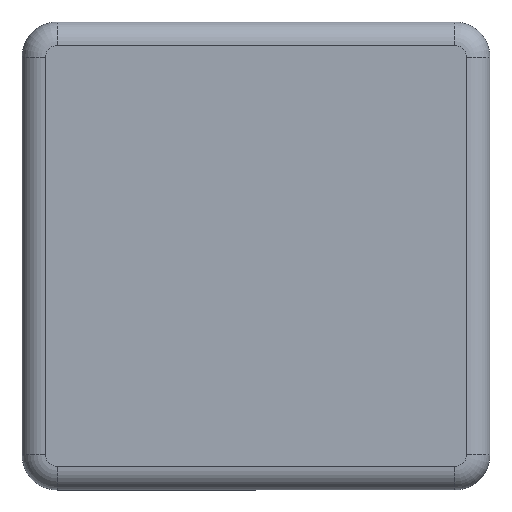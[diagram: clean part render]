
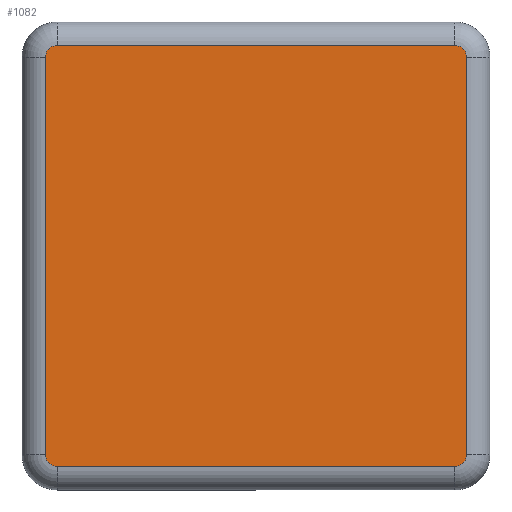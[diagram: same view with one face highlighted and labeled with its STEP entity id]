
A CAD part, top view. The second image highlights one B-rep face of the part: STEP entity #1082.
In plain terms, the highlighted planar face has unit normal (0, 0, 1).
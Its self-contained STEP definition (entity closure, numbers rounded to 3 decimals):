
#50 = CARTESIAN_POINT ( 'NONE',  ( 17., -18., 2.5 ) ) ;
#52 = DIRECTION ( 'NONE',  ( 0., 1., 0. ) ) ;
#54 = CARTESIAN_POINT ( 'NONE',  ( 18., 17., 2.5 ) ) ;
#55 = DIRECTION ( 'NONE',  ( 1., 0., 0. ) ) ;
#57 = CARTESIAN_POINT ( 'NONE',  ( 17., -17., 2.5 ) ) ;
#58 = DIRECTION ( 'NONE',  ( 0., 0., 1. ) ) ;
#59 = DIRECTION ( 'NONE',  ( 1., 0., 0. ) ) ;
#60 = CARTESIAN_POINT ( 'NONE',  ( 17., 17., 2.5 ) ) ;
#61 = DIRECTION ( 'NONE',  ( 0., 0., 1. ) ) ;
#62 = DIRECTION ( 'NONE',  ( 1., 0., 0. ) ) ;
#322 = DIRECTION ( 'NONE',  ( 0., -1., 0. ) ) ;
#325 = CARTESIAN_POINT ( 'NONE',  ( -17., 18., 2.5 ) ) ;
#326 = CARTESIAN_POINT ( 'NONE',  ( -18., -17., 2.5 ) ) ;
#327 = DIRECTION ( 'NONE',  ( -1., 0., 0. ) ) ;
#330 = CARTESIAN_POINT ( 'NONE',  ( -17., 17., 2.5 ) ) ;
#331 = DIRECTION ( 'NONE',  ( 0., 0., 1. ) ) ;
#332 = DIRECTION ( 'NONE',  ( 1., 0., 0. ) ) ;
#335 = CARTESIAN_POINT ( 'NONE',  ( -17., -17., 2.5 ) ) ;
#336 = DIRECTION ( 'NONE',  ( 0., 0., 1. ) ) ;
#337 = DIRECTION ( 'NONE',  ( 1., 0., 0. ) ) ;
#365 = CARTESIAN_POINT ( 'NONE',  ( 0., 0., 2.5 ) ) ;
#369 = PLANE ( 'NONE',  #1172 ) ;
#371 = DIRECTION ( 'NONE',  ( 0., 0., 1. ) ) ;
#372 = DIRECTION ( 'NONE',  ( 1., 0., 0. ) ) ;
#566 = CARTESIAN_POINT ( 'NONE',  ( 17., 18., 2.5 ) ) ;
#568 = CARTESIAN_POINT ( 'NONE',  ( -17., 18., 2.5 ) ) ;
#576 = CARTESIAN_POINT ( 'NONE',  ( -18., 17., 2.5 ) ) ;
#577 = CARTESIAN_POINT ( 'NONE',  ( -18., -17., 2.5 ) ) ;
#578 = CARTESIAN_POINT ( 'NONE',  ( -17., -18., 2.5 ) ) ;
#579 = CARTESIAN_POINT ( 'NONE',  ( 17., -18., 2.5 ) ) ;
#580 = CARTESIAN_POINT ( 'NONE',  ( 18., -17., 2.5 ) ) ;
#581 = CARTESIAN_POINT ( 'NONE',  ( 18., 17., 2.5 ) ) ;
#1068 = EDGE_CURVE ( 'NONE', #2010, #2012, #2676, .T. ) ;
#1069 = EDGE_CURVE ( 'NONE', #2012, #2020, #2674, .T. ) ;
#1070 = EDGE_CURVE ( 'NONE', #2020, #2021, #2680, .T. ) ;
#1071 = EDGE_CURVE ( 'NONE', #2021, #2022, #2681, .T. ) ;
#1082 = ADVANCED_FACE ( 'NONE', ( #2699 ), #369, .T. ) ;
#1160 = AXIS2_PLACEMENT_3D ( 'NONE', #330, #331, #332 ) ;
#1161 = AXIS2_PLACEMENT_3D ( 'NONE', #335, #336, #337 ) ;
#1172 = AXIS2_PLACEMENT_3D ( 'NONE', #365, #371, #372 ) ;
#1304 = LINE ( 'NONE', #50, #1309 ) ;
#1308 = CIRCLE ( 'NONE', #1766, 1. ) ;
#1309 = VECTOR ( 'NONE', #55, 1000. ) ;
#1310 = LINE ( 'NONE', #54, #1312 ) ;
#1311 = CIRCLE ( 'NONE', #1767, 1. ) ;
#1312 = VECTOR ( 'NONE', #52, 1000. ) ;
#1584 = EDGE_CURVE ( 'NONE', #2022, #2023, #1304, .T. ) ;
#1585 = EDGE_CURVE ( 'NONE', #2023, #2024, #1308, .T. ) ;
#1586 = EDGE_CURVE ( 'NONE', #2024, #2025, #1310, .T. ) ;
#1587 = EDGE_CURVE ( 'NONE', #2025, #2010, #1311, .T. ) ;
#1766 = AXIS2_PLACEMENT_3D ( 'NONE', #57, #58, #59 ) ;
#1767 = AXIS2_PLACEMENT_3D ( 'NONE', #60, #61, #62 ) ;
#2010 = VERTEX_POINT ( 'NONE', #566 ) ;
#2012 = VERTEX_POINT ( 'NONE', #568 ) ;
#2020 = VERTEX_POINT ( 'NONE', #576 ) ;
#2021 = VERTEX_POINT ( 'NONE', #577 ) ;
#2022 = VERTEX_POINT ( 'NONE', #578 ) ;
#2023 = VERTEX_POINT ( 'NONE', #579 ) ;
#2024 = VERTEX_POINT ( 'NONE', #580 ) ;
#2025 = VERTEX_POINT ( 'NONE', #581 ) ;
#2184 = EDGE_LOOP ( 'NONE', ( #2222, #2223, #2224, #2225, #2226, #2227, #2228, #2229 ) ) ;
#2222 = ORIENTED_EDGE ( 'NONE', *, *, #1068, .T. ) ;
#2223 = ORIENTED_EDGE ( 'NONE', *, *, #1069, .T. ) ;
#2224 = ORIENTED_EDGE ( 'NONE', *, *, #1070, .T. ) ;
#2225 = ORIENTED_EDGE ( 'NONE', *, *, #1071, .T. ) ;
#2226 = ORIENTED_EDGE ( 'NONE', *, *, #1584, .T. ) ;
#2227 = ORIENTED_EDGE ( 'NONE', *, *, #1585, .T. ) ;
#2228 = ORIENTED_EDGE ( 'NONE', *, *, #1586, .T. ) ;
#2229 = ORIENTED_EDGE ( 'NONE', *, *, #1587, .T. ) ;
#2674 = CIRCLE ( 'NONE', #1160, 1. ) ;
#2676 = LINE ( 'NONE', #325, #2679 ) ;
#2679 = VECTOR ( 'NONE', #327, 1000. ) ;
#2680 = LINE ( 'NONE', #326, #2682 ) ;
#2681 = CIRCLE ( 'NONE', #1161, 1. ) ;
#2682 = VECTOR ( 'NONE', #322, 1000. ) ;
#2699 = FACE_OUTER_BOUND ( 'NONE', #2184, .T. ) ;
